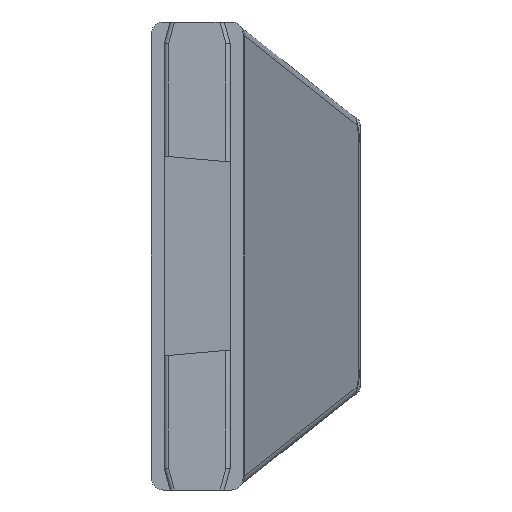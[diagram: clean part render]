
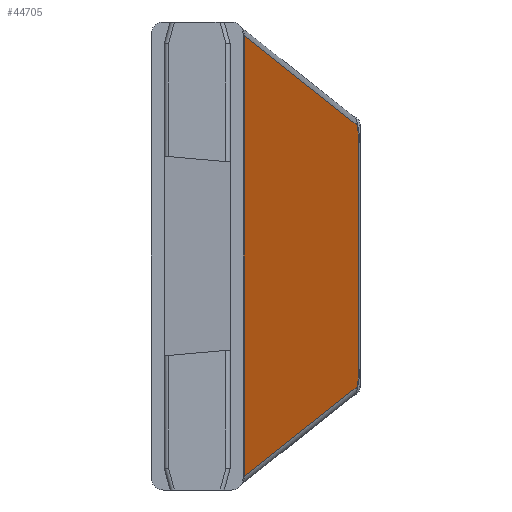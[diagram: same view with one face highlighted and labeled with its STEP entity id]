
A CAD part, front view. The second image highlights one B-rep face of the part: STEP entity #44705.
In plain terms, the highlighted planar face has unit normal (0.959, -0.284, 0).
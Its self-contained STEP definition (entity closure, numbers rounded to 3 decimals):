
#16925=CARTESIAN_POINT('',(-4.959,5.264,
-9.371));
#17654=DIRECTION('',(-0.277,-0.936,-0.219));
#17655=VECTOR('',#17654,17.358);
#17656=CARTESIAN_POINT('',(-0.154,21.504,
-5.563));
#17657=LINE('',#17656,#17655);
#17658=DIRECTION('',(0.,0.,1.));
#17659=VECTOR('',#17658,18.741);
#17660=CARTESIAN_POINT('',(-4.959,5.264,
-9.371));
#17661=LINE('',#17660,#17659);
#17662=DIRECTION('',(0.277,0.936,-0.219));
#17663=VECTOR('',#17662,17.358);
#17664=CARTESIAN_POINT('',(-4.959,5.264,
9.371));
#17665=LINE('',#17664,#17663);
#17666=DIRECTION('',(0.146,0.495,-0.857));
#17667=VECTOR('',#17666,0.493);
#17668=CARTESIAN_POINT('',(-0.154,21.504,
5.563));
#17669=LINE('',#17668,#17667);
#17670=DIRECTION('',(0.,0.,-1.));
#17671=VECTOR('',#17670,10.281);
#17672=CARTESIAN_POINT('',(-0.082,21.747,
5.141));
#17673=LINE('',#17672,#17671);
#17674=DIRECTION('',(-0.146,-0.495,-0.857));
#17675=VECTOR('',#17674,0.493);
#17676=CARTESIAN_POINT('',(-0.082,21.747,
-5.141));
#17677=LINE('',#17676,#17675);
#17700=CARTESIAN_POINT('',(-0.082,21.747,
5.141));
#18144=VERTEX_POINT('',#16925);
#18147=CARTESIAN_POINT('',(-0.154,21.504,
-5.563));
#18148=VERTEX_POINT('',#18147);
#18153=CARTESIAN_POINT('',(-0.082,21.747,
-5.141));
#18154=VERTEX_POINT('',#18153);
#18200=VERTEX_POINT('',#17700);
#18203=CARTESIAN_POINT('',(-0.154,21.504,
5.563));
#18204=VERTEX_POINT('',#18203);
#18209=CARTESIAN_POINT('',(-4.959,5.264,
9.371));
#18210=VERTEX_POINT('',#18209);
#44690=CARTESIAN_POINT('',(-5.,5.125,-9.95));
#44691=DIRECTION('',(0.959,-0.284,0.));
#44692=DIRECTION('',(0.284,0.959,0.));
#44693=AXIS2_PLACEMENT_3D('',#44690,#44691,#44692);
#44694=PLANE('',#44693);
#44695=ORIENTED_EDGE('',*,*,#44684,.T.);
#44696=ORIENTED_EDGE('',*,*,#43545,.T.);
#44698=ORIENTED_EDGE('',*,*,#44697,.T.);
#44699=ORIENTED_EDGE('',*,*,#43766,.T.);
#44701=ORIENTED_EDGE('',*,*,#44700,.T.);
#44702=ORIENTED_EDGE('',*,*,#44621,.T.);
#44703=EDGE_LOOP('',(#44695,#44696,#44698,#44699,#44701,#44702));
#44704=FACE_OUTER_BOUND('',#44703,.F.);
#44705=ADVANCED_FACE('',(#44704),#44694,.T.);
#43545=EDGE_CURVE('',#18144,#18210,#17661,.T.);
#43766=EDGE_CURVE('',#18204,#18200,#17669,.T.);
#44621=EDGE_CURVE('',#18154,#18148,#17677,.T.);
#44684=EDGE_CURVE('',#18148,#18144,#17657,.T.);
#44697=EDGE_CURVE('',#18210,#18204,#17665,.T.);
#44700=EDGE_CURVE('',#18200,#18154,#17673,.T.);
